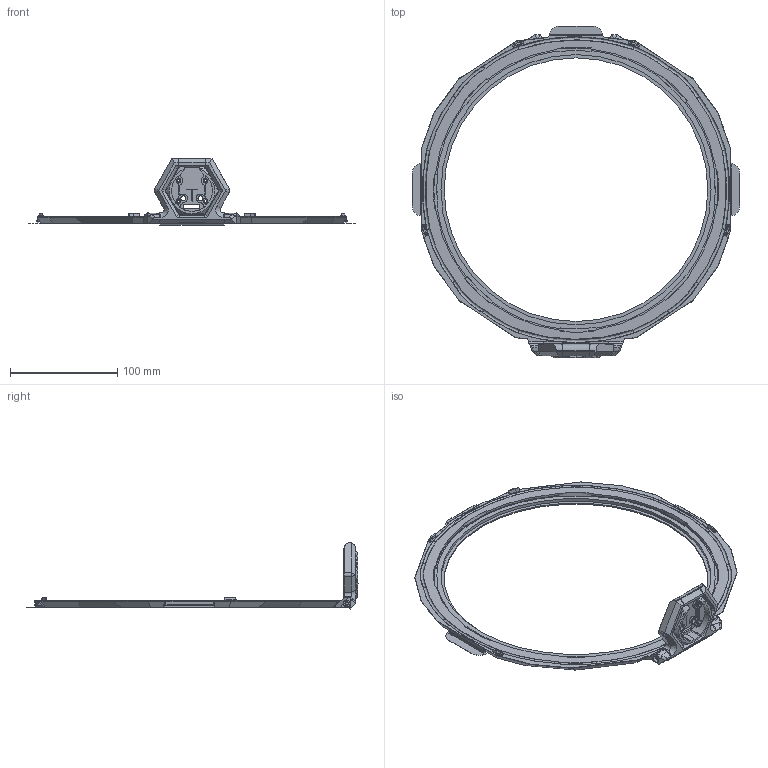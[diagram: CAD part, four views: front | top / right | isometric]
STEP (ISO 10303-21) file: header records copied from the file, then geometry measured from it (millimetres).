
FILE_DESCRIPTION(/* description */ (''),/* implementation_level */ '2;1');
FILE_NAME(/* name */ 'Touch_Screen_Hinge.step',/* time_stamp */ '2025-03-30T14:58:11+02:00',/* author */ (''),/* organization */ (''),/* preprocessor_version */ 'ST-DEVELOPER v20.1',/* originating_system */ 'Autodesk Translation Framework v14.4.0.0',/* authorisation */ '');
FILE_SCHEMA (('AUTOMOTIVE_DESIGN { 1 0 10303 214 3 1 1 }'));
Length unit declared in the file: millimetre
Products named in the file (5): Touch_Screen_Hinge; support (1); M_3.0_Lid (2) (1); M_3.0_Supports (1) (1); M_3.0_Support (1) (1)
Assembly tree (6 placements, depth 4):
  Touch_Screen_Hinge
    support (1)
    M_3.0_Lid (2) (1)
      M_3.0_Supports (1) (1)
        M_3.0_Support (1) (1)  x3
Bounding box: 304.74 x 309.07 x 62.32 mm (x, y, z)
Volume: 112215.7 mm3; surface area: 87998.7 mm2
Topology: 7 solids, 18 shells, 1192 faces, 3310 edges, 2163 vertices
Faces by surface type: plane 601, cylinder 306, bspline 160, cone 93, torus 28, sphere 4
Full cylindrical faces by diameter (mm): 2.2 x2, 2.3 x2, 2.9 x1, 3.5 x4, 4.4 x4, 4.7 x2, 6.2 x2, 245.45 x1, 251.45 x1, 259 x1, 265.406 x1
Entity records: 42598 total; most frequent: CARTESIAN_POINT 14126, ORIENTED_EDGE 6304, DIRECTION 5527, EDGE_CURVE 3152, VERTEX_POINT 2059, AXIS2_PLACEMENT_3D 1940, LINE 1647, VECTOR 1647
